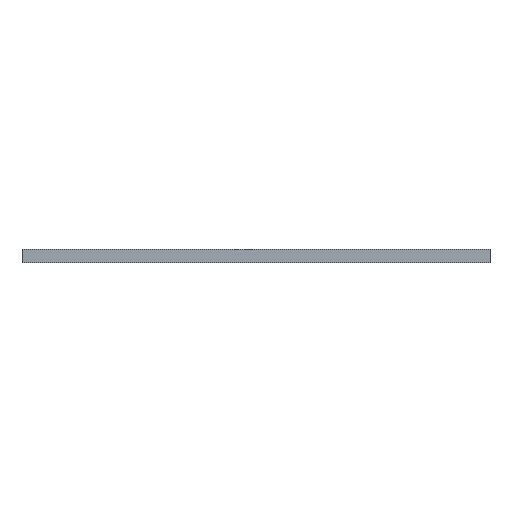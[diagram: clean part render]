
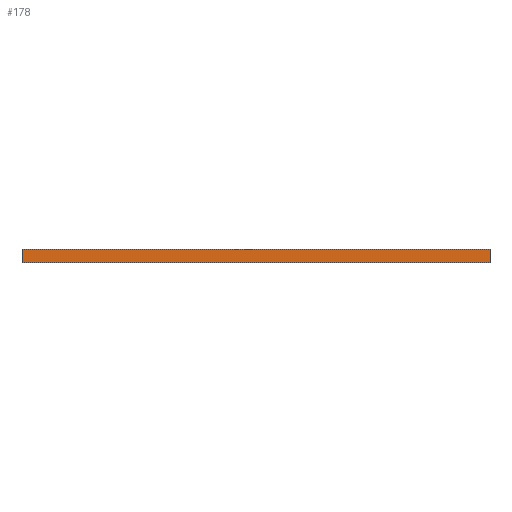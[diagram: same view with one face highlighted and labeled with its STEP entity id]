
A CAD part, left-side view. The second image highlights one B-rep face of the part: STEP entity #178.
In plain terms, the highlighted planar face has unit normal (-1, 0, 0).
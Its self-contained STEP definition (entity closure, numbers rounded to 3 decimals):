
#178=ADVANCED_FACE('',(#1273),#1275,.T.);
#1273=FACE_BOUND('',#1274,.T.);
#1274=EDGE_LOOP('',(#2608,#2609,#2610,#2611));
#1275=PLANE('',#1276);
#1276=AXIS2_PLACEMENT_3D('',#1277,#1278,#1279);
#1277=CARTESIAN_POINT('',(-52.5,52.5,0.));
#1278=DIRECTION('',(-1.,0.,0.));
#1279=DIRECTION('',(0.,-1.,0.));
#2608=ORIENTED_EDGE('',*,*,#3026,.T.);
#2609=ORIENTED_EDGE('',*,*,#3340,.T.);
#2610=ORIENTED_EDGE('',*,*,#2834,.F.);
#2611=ORIENTED_EDGE('',*,*,#3341,.F.);
#2834=EDGE_CURVE('',#3392,#3393,#3394,.T.);
#3026=EDGE_CURVE('',#3771,#3775,#3777,.T.);
#3340=EDGE_CURVE('',#3775,#3393,#4276,.T.);
#3341=EDGE_CURVE('',#3771,#3392,#4277,.T.);
#3392=VERTEX_POINT('',#4328);
#3393=VERTEX_POINT('',#4329);
#3394=LINE('',#4330,#4331);
#3771=VERTEX_POINT('',#5130);
#3775=VERTEX_POINT('',#5138);
#3777=LINE('',#5142,#5143);
#4276=LINE('',#6314,#6315);
#4277=LINE('',#6317,#6318);
#4328=CARTESIAN_POINT('',(-52.5,52.5,3.));
#4329=CARTESIAN_POINT('',(-52.5,-52.5,3.));
#4330=CARTESIAN_POINT('',(-52.5,52.5,3.));
#4331=VECTOR('',#4332,1.);
#4332=DIRECTION('',(0.,-1.,0.));
#5130=CARTESIAN_POINT('',(-52.5,52.5,0.));
#5138=CARTESIAN_POINT('',(-52.5,-52.5,0.));
#5142=CARTESIAN_POINT('',(-52.5,52.5,0.));
#5143=VECTOR('',#5144,1.);
#5144=DIRECTION('',(0.,-1.,0.));
#6314=CARTESIAN_POINT('',(-52.5,-52.5,0.));
#6315=VECTOR('',#6316,1.);
#6316=DIRECTION('',(0.,0.,1.));
#6317=CARTESIAN_POINT('',(-52.5,52.5,0.));
#6318=VECTOR('',#6319,1.);
#6319=DIRECTION('',(0.,0.,1.));
